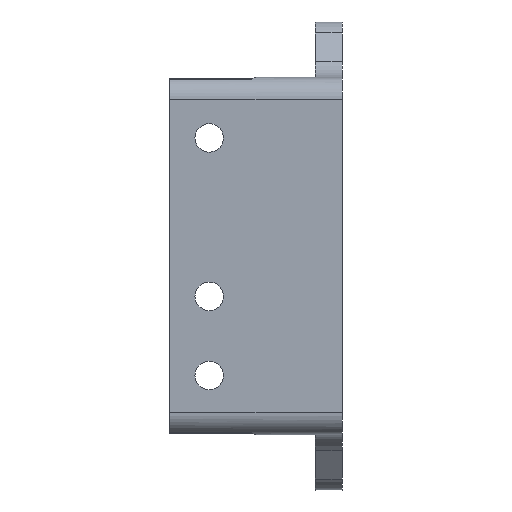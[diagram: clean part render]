
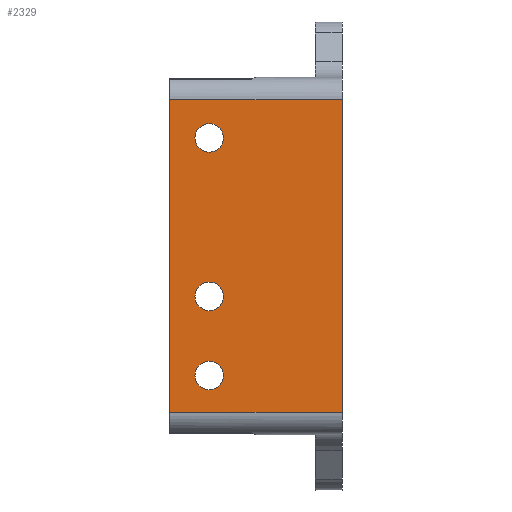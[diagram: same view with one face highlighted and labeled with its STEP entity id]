
A CAD part, left-side view. The second image highlights one B-rep face of the part: STEP entity #2329.
In plain terms, the highlighted planar face has unit normal (-1, 0, 0).
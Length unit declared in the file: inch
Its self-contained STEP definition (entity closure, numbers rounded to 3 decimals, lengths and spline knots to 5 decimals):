
#30=FACE_BOUND('',#363,.T.);
#31=FACE_BOUND('',#364,.T.);
#32=FACE_BOUND('',#365,.T.);
#164=PLANE('',#2508);
#238=FACE_OUTER_BOUND('',#362,.T.);
#362=EDGE_LOOP('',(#1731,#1732,#1733,#1734));
#363=EDGE_LOOP('',(#1735));
#364=EDGE_LOOP('',(#1736));
#365=EDGE_LOOP('',(#1737));
#506=LINE('',#3530,#711);
#508=LINE('',#3545,#713);
#527=LINE('',#3668,#732);
#528=LINE('',#3669,#733);
#711=VECTOR('',#2828,0.3937);
#713=VECTOR('',#2838,0.3937);
#732=VECTOR('',#2889,0.3937);
#733=VECTOR('',#2890,0.3937);
#890=CIRCLE('',#2467,0.09);
#894=CIRCLE('',#2473,0.09);
#898=CIRCLE('',#2479,0.09);
#1034=VERTEX_POINT('',#3465);
#1038=VERTEX_POINT('',#3477);
#1042=VERTEX_POINT('',#3489);
#1051=VERTEX_POINT('',#3527);
#1052=VERTEX_POINT('',#3529);
#1055=VERTEX_POINT('',#3543);
#1077=VERTEX_POINT('',#3667);
#1272=EDGE_CURVE('',#1034,#1034,#890,.T.);
#1278=EDGE_CURVE('',#1038,#1038,#894,.T.);
#1284=EDGE_CURVE('',#1042,#1042,#898,.T.);
#1296=EDGE_CURVE('',#1052,#1051,#506,.T.);
#1302=EDGE_CURVE('',#1055,#1051,#508,.T.);
#1334=EDGE_CURVE('',#1052,#1077,#527,.T.);
#1335=EDGE_CURVE('',#1077,#1055,#528,.T.);
#1731=ORIENTED_EDGE('',*,*,#1334,.F.);
#1732=ORIENTED_EDGE('',*,*,#1296,.T.);
#1733=ORIENTED_EDGE('',*,*,#1302,.F.);
#1734=ORIENTED_EDGE('',*,*,#1335,.F.);
#1735=ORIENTED_EDGE('',*,*,#1272,.T.);
#1736=ORIENTED_EDGE('',*,*,#1278,.T.);
#1737=ORIENTED_EDGE('',*,*,#1284,.T.);
#2329=ADVANCED_FACE('',(#238,#30,#31,#32),#164,.T.);
#2467=AXIS2_PLACEMENT_3D('',#3466,#2776,#2777);
#2473=AXIS2_PLACEMENT_3D('',#3478,#2790,#2791);
#2479=AXIS2_PLACEMENT_3D('',#3490,#2804,#2805);
#2508=AXIS2_PLACEMENT_3D('',#3666,#2887,#2888);
#2776=DIRECTION('center_axis',(1.,0.,0.));
#2777=DIRECTION('ref_axis',(0.,0.,1.));
#2790=DIRECTION('center_axis',(1.,0.,0.));
#2791=DIRECTION('ref_axis',(0.,0.,1.));
#2804=DIRECTION('center_axis',(1.,0.,0.));
#2805=DIRECTION('ref_axis',(0.,0.,1.));
#2828=DIRECTION('',(0.,0.,-1.));
#2838=DIRECTION('',(0.,1.,0.));
#2887=DIRECTION('center_axis',(-1.,0.,0.));
#2888=DIRECTION('ref_axis',(0.,0.,-1.));
#2889=DIRECTION('',(0.,-1.,0.));
#2890=DIRECTION('',(0.,0.,-1.));
#3465=CARTESIAN_POINT('',(-0.64961,0.30906,-0.84461));
#3466=CARTESIAN_POINT('Origin',(-0.64961,0.30906,-0.75461));
#3477=CARTESIAN_POINT('',(-0.64961,0.30906,-0.34461));
#3478=CARTESIAN_POINT('Origin',(-0.64961,0.30906,-0.25461));
#3489=CARTESIAN_POINT('',(-0.64961,0.30906,0.65539));
#3490=CARTESIAN_POINT('Origin',(-0.64961,0.30906,0.74539));
#3527=CARTESIAN_POINT('',(-0.64961,0.55906,-0.98595));
#3529=CARTESIAN_POINT('',(-0.64961,0.55906,0.98622));
#3530=CARTESIAN_POINT('',(-0.64961,0.55906,1.12795));
#3543=CARTESIAN_POINT('',(-0.64961,-0.5315,-0.98595));
#3545=CARTESIAN_POINT('',(-0.64961,0.,-0.98595));
#3666=CARTESIAN_POINT('Origin',(-0.64961,0.,0.98622));
#3667=CARTESIAN_POINT('',(-0.64961,-0.5315,0.98622));
#3668=CARTESIAN_POINT('',(-0.64961,-0.5315,0.98622));
#3669=CARTESIAN_POINT('',(-0.64961,-0.5315,-0.98595));
